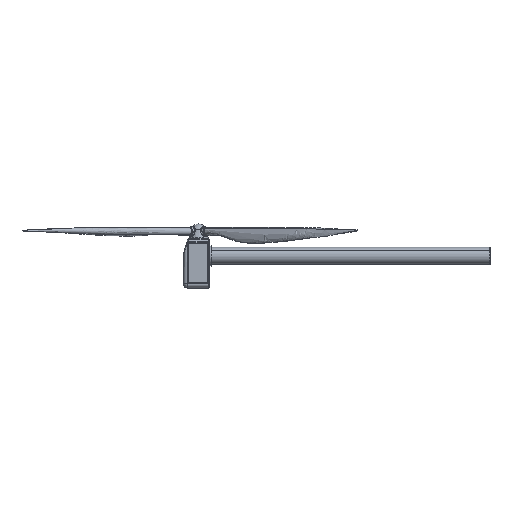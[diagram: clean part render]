
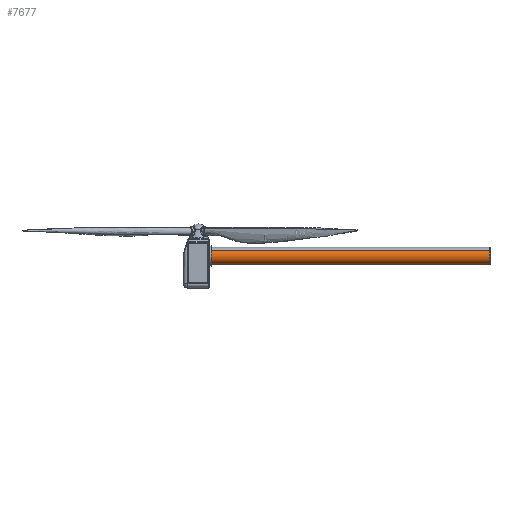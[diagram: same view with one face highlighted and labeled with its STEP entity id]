
A CAD part, left-side view. The second image highlights one B-rep face of the part: STEP entity #7677.
In plain terms, the highlighted cylindrical face has radius 2310 mm (diameter 4620 mm), a partial arc.
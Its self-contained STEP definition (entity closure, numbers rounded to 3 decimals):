
#10 = DIRECTION ( 'NONE',  ( 0., 0., -1. ) ) ;
#585 = CARTESIAN_POINT ( 'NONE',  ( 0., -10., 0. ) ) ;
#789 = ORIENTED_EDGE ( 'NONE', *, *, #1767, .T. ) ;
#1004 = CARTESIAN_POINT ( 'NONE',  ( 0., 0., -2310. ) ) ;
#1339 = EDGE_CURVE ( 'NONE', #3734, #8164, #6764, .T. ) ;
#1700 = VERTEX_POINT ( 'NONE', #6240 ) ;
#1767 = EDGE_CURVE ( 'NONE', #8164, #8856, #4761, .T. ) ;
#2011 = AXIS2_PLACEMENT_3D ( 'NONE', #585, #9016, #10 ) ;
#2297 = CARTESIAN_POINT ( 'NONE',  ( 0., -10., 2310. ) ) ;
#2683 = LINE ( 'NONE', #1004, #8348 ) ;
#2839 = EDGE_CURVE ( 'NONE', #3734, #1700, #2683, .T. ) ;
#2907 = CYLINDRICAL_SURFACE ( 'NONE', #4391, 2310. ) ;
#3291 = CARTESIAN_POINT ( 'NONE',  ( 0., 75010., 2310. ) ) ;
#3556 = CARTESIAN_POINT ( 'NONE',  ( 0., 0., 0. ) ) ;
#3616 = DIRECTION ( 'NONE',  ( 0., 0., -1. ) ) ;
#3734 = VERTEX_POINT ( 'NONE', #5575 ) ;
#4114 = CARTESIAN_POINT ( 'NONE',  ( 0., 75010., 0. ) ) ;
#4213 = ORIENTED_EDGE ( 'NONE', *, *, #4591, .F. ) ;
#4391 = AXIS2_PLACEMENT_3D ( 'NONE', #3556, #9887, #3616 ) ;
#4591 = EDGE_CURVE ( 'NONE', #1700, #8856, #6409, .T. ) ;
#4761 = LINE ( 'NONE', #10063, #7434 ) ;
#5550 = DIRECTION ( 'NONE',  ( 0., -1., 0. ) ) ;
#5575 = CARTESIAN_POINT ( 'NONE',  ( 0., 75010., -2310. ) ) ;
#5608 = ORIENTED_EDGE ( 'NONE', *, *, #2839, .F. ) ;
#6240 = CARTESIAN_POINT ( 'NONE',  ( 0., -10., -2310. ) ) ;
#6409 = CIRCLE ( 'NONE', #2011, 2310. ) ;
#6624 = EDGE_LOOP ( 'NONE', ( #10084, #789, #4213, #5608 ) ) ;
#6764 = CIRCLE ( 'NONE', #7594, 2310. ) ;
#7251 = DIRECTION ( 'NONE',  ( 0., 0., -1. ) ) ;
#7434 = VECTOR ( 'NONE', #9435, 1000. ) ;
#7573 = FACE_OUTER_BOUND ( 'NONE', #6624, .T. ) ;
#7594 = AXIS2_PLACEMENT_3D ( 'NONE', #4114, #5550, #7251 ) ;
#7677 = ADVANCED_FACE ( 'NONE', ( #7573 ), #2907, .T. ) ;
#8164 = VERTEX_POINT ( 'NONE', #3291 ) ;
#8348 = VECTOR ( 'NONE', #9754, 1000. ) ;
#8856 = VERTEX_POINT ( 'NONE', #2297 ) ;
#9016 = DIRECTION ( 'NONE',  ( 0., -1., 0. ) ) ;
#9435 = DIRECTION ( 'NONE',  ( 0., -1., 0. ) ) ;
#9754 = DIRECTION ( 'NONE',  ( 0., -1., 0. ) ) ;
#9887 = DIRECTION ( 'NONE',  ( 0., -1., 0. ) ) ;
#10063 = CARTESIAN_POINT ( 'NONE',  ( 0., 0., 2310. ) ) ;
#10084 = ORIENTED_EDGE ( 'NONE', *, *, #1339, .T. ) ;
